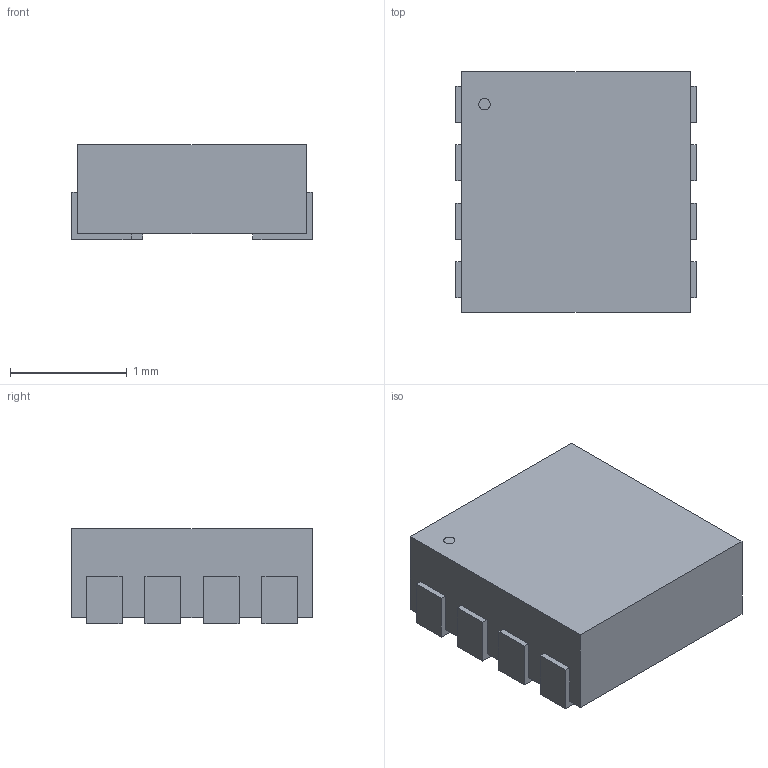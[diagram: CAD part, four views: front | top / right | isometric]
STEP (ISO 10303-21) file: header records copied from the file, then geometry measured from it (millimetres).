
FILE_DESCRIPTION (( 'STEP AP214' ), '1' );
FILE_NAME ('MAX17570CATA+T.STEP', '2024-06-02T11:53:42', ( '' ), ( '' ), 'SwSTEP 2.0', 'SolidWorks 2022', '' );
FILE_SCHEMA (( 'AUTOMOTIVE_DESIGN' ));
Length unit declared in the file: millimetre
Products named in the file (1): MAX17570CATA+T
Bounding box: 2.06 x 2.06 x 0.81 mm (x, y, z)
Volume: 3.2 mm3; surface area: 19.4 mm2
Topology: 10 solids, 10 shells, 74 faces, 162 edges, 108 vertices
Faces by surface type: plane 72, cylinder 2
Entity records: 2105 total; most frequent: CARTESIAN_POINT 345, ORIENTED_EDGE 324, DIRECTION 316, EDGE_CURVE 162, VECTOR 158, LINE 158, VERTEX_POINT 108, AXIS2_PLACEMENT_3D 79
